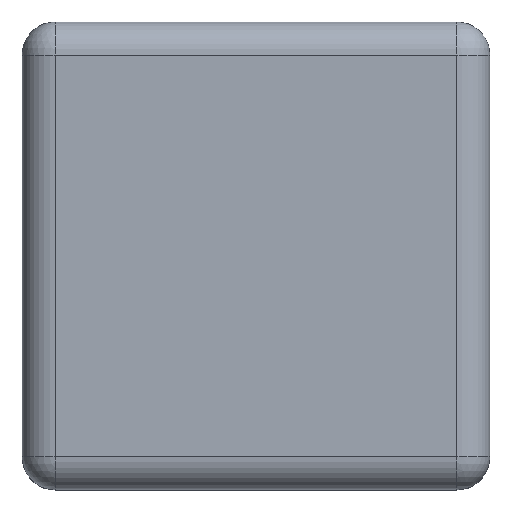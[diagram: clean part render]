
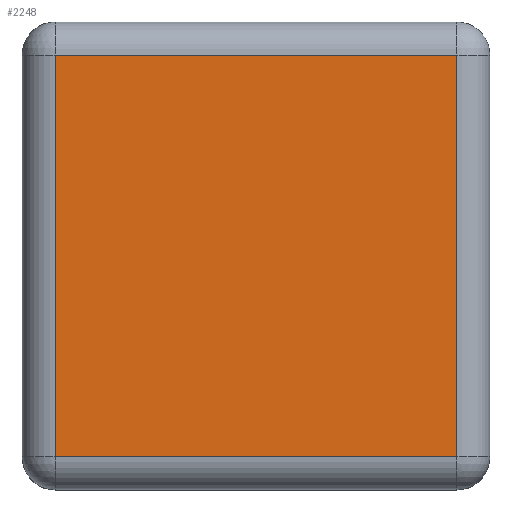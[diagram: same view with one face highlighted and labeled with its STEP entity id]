
A CAD part, top view. The second image highlights one B-rep face of the part: STEP entity #2248.
In plain terms, the highlighted planar face has unit normal (0, 0, 1).
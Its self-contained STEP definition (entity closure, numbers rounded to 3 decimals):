
#1734 = VERTEX_POINT('',#1735);
#1735 = CARTESIAN_POINT('',(1.8,23.62,10.76));
#1760 = EDGE_CURVE('',#1761,#1734,#1763,.T.);
#1761 = VERTEX_POINT('',#1762);
#1762 = CARTESIAN_POINT('',(23.6,23.62,10.76));
#1763 = LINE('',#1764,#1765);
#1764 = CARTESIAN_POINT('',(12.7,23.62,10.76));
#1765 = VECTOR('',#1766,1.);
#1766 = DIRECTION('',(-1.,0.,0.));
#1783 = EDGE_CURVE('',#1734,#1784,#1786,.T.);
#1784 = VERTEX_POINT('',#1785);
#1785 = CARTESIAN_POINT('',(1.8,1.82,10.76));
#1786 = LINE('',#1787,#1788);
#1787 = CARTESIAN_POINT('',(1.8,12.72,10.76));
#1788 = VECTOR('',#1789,1.);
#1789 = DIRECTION('',(0.,-1.,0.));
#1844 = EDGE_CURVE('',#1845,#1761,#1847,.T.);
#1845 = VERTEX_POINT('',#1846);
#1846 = CARTESIAN_POINT('',(23.6,1.82,10.76));
#1847 = LINE('',#1848,#1849);
#1848 = CARTESIAN_POINT('',(23.6,12.72,10.76));
#1849 = VECTOR('',#1850,1.);
#1850 = DIRECTION('',(0.,1.,0.));
#1867 = EDGE_CURVE('',#1784,#1845,#1868,.T.);
#1868 = LINE('',#1869,#1870);
#1869 = CARTESIAN_POINT('',(12.7,1.82,10.76));
#1870 = VECTOR('',#1871,1.);
#1871 = DIRECTION('',(1.,0.,0.));
#2248 = ADVANCED_FACE('',(#2249),#2255,.T.);
#2249 = FACE_BOUND('',#2250,.T.);
#2250 = EDGE_LOOP('',(#2251,#2252,#2253,#2254));
#2251 = ORIENTED_EDGE('',*,*,#1783,.T.);
#2252 = ORIENTED_EDGE('',*,*,#1867,.T.);
#2253 = ORIENTED_EDGE('',*,*,#1844,.T.);
#2254 = ORIENTED_EDGE('',*,*,#1760,.T.);
#2255 = PLANE('',#2256);
#2256 = AXIS2_PLACEMENT_3D('',#2257,#2258,#2259);
#2257 = CARTESIAN_POINT('',(1.8,23.62,10.76));
#2258 = DIRECTION('',(0.,0.,1.));
#2259 = DIRECTION('',(1.,0.,-0.));
